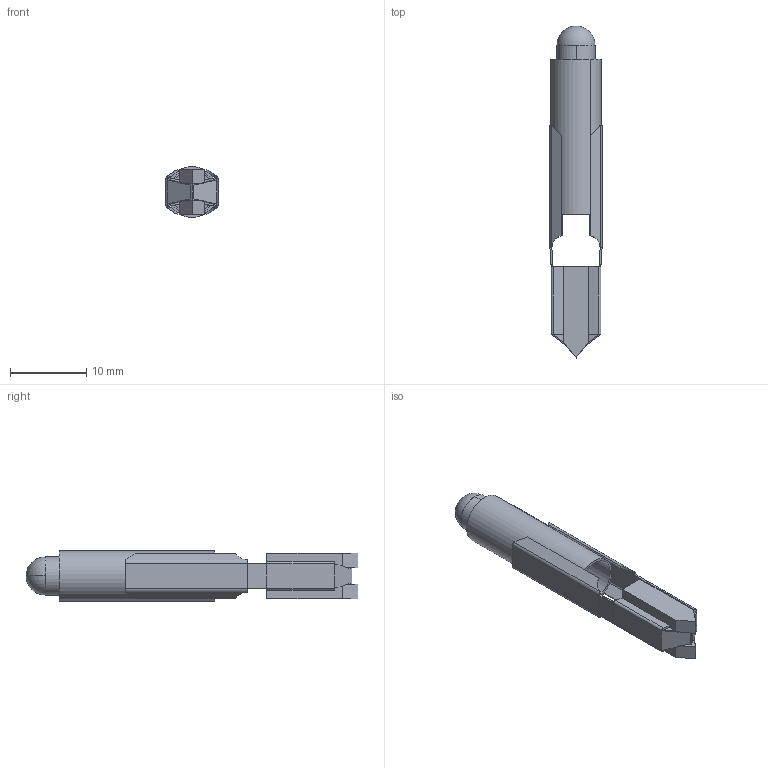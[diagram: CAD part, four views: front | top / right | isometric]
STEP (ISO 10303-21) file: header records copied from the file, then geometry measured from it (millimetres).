
FILE_DESCRIPTION (( 'STEP AP214' ), '1' );
FILE_NAME ('2SB Series.STEP', '2018-10-10T16:58:09', ( 'skyadmin' ), ( 'Microsoft' ), 'SwSTEP 2.0', 'SolidWorks 2018', '' );
FILE_SCHEMA (( 'AUTOMOTIVE_DESIGN' ));
Length unit declared in the file: foot
Products named in the file (4): 200-KRG_FOR 44 SERIES; 2SB-N; 2SB; 2SB Series
Assembly tree (3 placements, depth 2):
  2SB Series
    2SB
    2SB-N
    200-KRG_FOR 44 SERIES
Bounding box: 6.84 x 43.5 x 6.64 mm (x, y, z)
Volume: 750.5 mm3; surface area: 2810.1 mm2
Topology: 5 solids, 7 shells, 261 faces, 645 edges, 401 vertices
Faces by surface type: plane 200, cylinder 44, bspline 8, cone 5, sphere 4
Entity records: 10401 total; most frequent: CARTESIAN_POINT 1622, ORIENTED_EDGE 1278, DIRECTION 1200, EDGE_CURVE 641, LINE 506, VECTOR 506, VERTEX_POINT 401, AXIS2_PLACEMENT_3D 347
